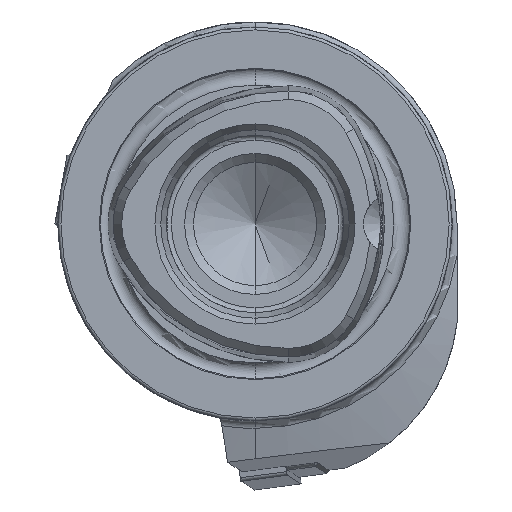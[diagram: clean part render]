
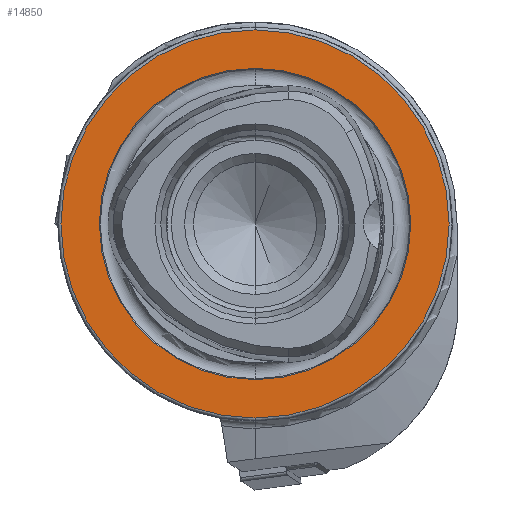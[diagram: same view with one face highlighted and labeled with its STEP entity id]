
A CAD part, left-side view. The second image highlights one B-rep face of the part: STEP entity #14850.
In plain terms, the highlighted planar face has unit normal (-1, 0, 0).
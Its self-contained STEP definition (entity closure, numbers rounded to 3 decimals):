
#220 = AXIS2_PLACEMENT_3D ( 'NONE', #3367, #12895, #5733 ) ;
#370 = AXIS2_PLACEMENT_3D ( 'NONE', #9941, #7499, #3902 ) ;
#1227 = CARTESIAN_POINT ( 'NONE',  ( 0., 0., 0. ) ) ;
#1454 = CARTESIAN_POINT ( 'NONE',  ( 0., 0., -19.7 ) ) ;
#1756 = EDGE_CURVE ( 'NONE', #5283, #8801, #11932, .T. ) ;
#2171 = PLANE ( 'NONE',  #220 ) ;
#2242 = CIRCLE ( 'NONE', #14178, 19.7 ) ;
#2962 = ORIENTED_EDGE ( 'NONE', *, *, #12642, .T. ) ;
#3219 = DIRECTION ( 'NONE',  ( -1., 0., 0. ) ) ;
#3367 = CARTESIAN_POINT ( 'NONE',  ( 0., 15.8, 0. ) ) ;
#3672 = DIRECTION ( 'NONE',  ( -1., 0., 0. ) ) ;
#3861 = FACE_OUTER_BOUND ( 'NONE', #9379, .T. ) ;
#3902 = DIRECTION ( 'NONE',  ( 0., 0., 1. ) ) ;
#4552 = CARTESIAN_POINT ( 'NONE',  ( 0., 0., -15.8 ) ) ;
#4780 = DIRECTION ( 'NONE',  ( -1., 0., 0. ) ) ;
#4787 = DIRECTION ( 'NONE',  ( 0., 0., 1. ) ) ;
#5166 = AXIS2_PLACEMENT_3D ( 'NONE', #1227, #4780, #14255 ) ;
#5283 = VERTEX_POINT ( 'NONE', #4552 ) ;
#5294 = EDGE_CURVE ( 'NONE', #8801, #5283, #14898, .T. ) ;
#5733 = DIRECTION ( 'NONE',  ( 0., 0., -1. ) ) ;
#6704 = CARTESIAN_POINT ( 'NONE',  ( 0., 0., 0. ) ) ;
#6883 = ORIENTED_EDGE ( 'NONE', *, *, #1756, .F. ) ;
#7355 = VERTEX_POINT ( 'NONE', #1454 ) ;
#7386 = EDGE_LOOP ( 'NONE', ( #15070, #6883 ) ) ;
#7472 = CARTESIAN_POINT ( 'NONE',  ( 0., 0., 15.8 ) ) ;
#7499 = DIRECTION ( 'NONE',  ( -1., 0., 0. ) ) ;
#7640 = VERTEX_POINT ( 'NONE', #12887 ) ;
#8801 = VERTEX_POINT ( 'NONE', #7472 ) ;
#9379 = EDGE_LOOP ( 'NONE', ( #12850, #2962 ) ) ;
#9734 = AXIS2_PLACEMENT_3D ( 'NONE', #6704, #3219, #14164 ) ;
#9941 = CARTESIAN_POINT ( 'NONE',  ( 0., 0., 0. ) ) ;
#10394 = CIRCLE ( 'NONE', #9734, 19.7 ) ;
#10602 = EDGE_CURVE ( 'NONE', #7640, #7355, #10394, .T. ) ;
#11932 = CIRCLE ( 'NONE', #370, 15.8 ) ;
#12642 = EDGE_CURVE ( 'NONE', #7355, #7640, #2242, .T. ) ;
#12850 = ORIENTED_EDGE ( 'NONE', *, *, #10602, .T. ) ;
#12887 = CARTESIAN_POINT ( 'NONE',  ( 0., 0., 19.7 ) ) ;
#12895 = DIRECTION ( 'NONE',  ( 1., 0., 0. ) ) ;
#13109 = CARTESIAN_POINT ( 'NONE',  ( 0., 0., 0. ) ) ;
#13279 = FACE_BOUND ( 'NONE', #7386, .T. ) ;
#14164 = DIRECTION ( 'NONE',  ( 0., 0., 1. ) ) ;
#14178 = AXIS2_PLACEMENT_3D ( 'NONE', #13109, #3672, #4787 ) ;
#14255 = DIRECTION ( 'NONE',  ( 0., 0., 1. ) ) ;
#14850 = ADVANCED_FACE ( 'NONE', ( #13279, #3861 ), #2171, .F. ) ;
#14898 = CIRCLE ( 'NONE', #5166, 15.8 ) ;
#15070 = ORIENTED_EDGE ( 'NONE', *, *, #5294, .F. ) ;
